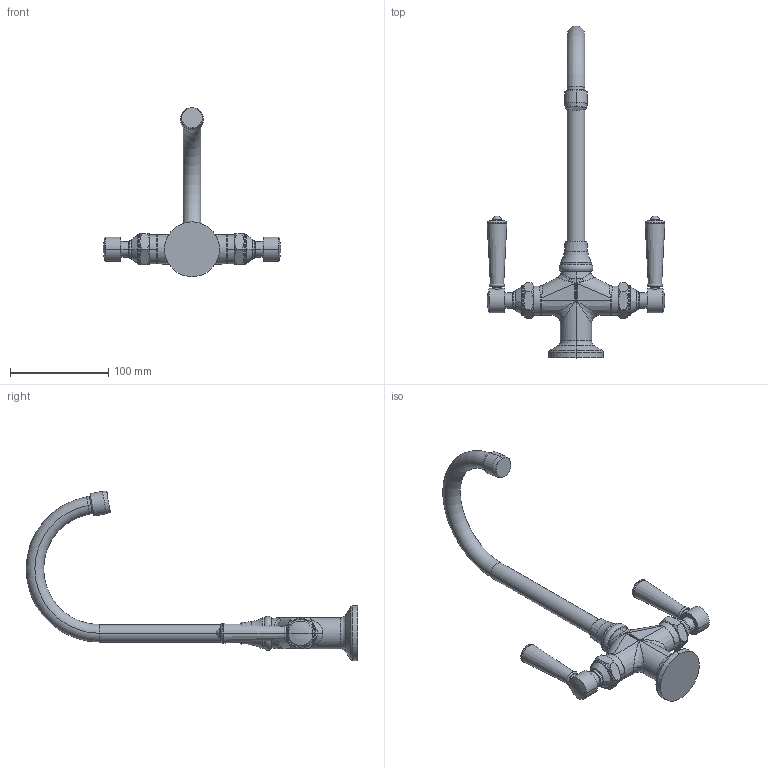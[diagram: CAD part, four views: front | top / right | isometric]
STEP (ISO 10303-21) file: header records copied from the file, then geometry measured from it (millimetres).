
FILE_DESCRIPTION((''),'2;1');
FILE_NAME('1208','2021-05-11T16:12:38',('rsmith'),(''),'CREO PARAMETRIC BY PTC INC, 2018400','CREO PARAMETRIC BY PTC INC, 2018400','');
FILE_SCHEMA(('AUTOMOTIVE_DESIGN { 1 0 10303 214 1 1 1 1 }'));
Length unit declared in the file: inch
Products named in the file (1): 1208
Bounding box: 181.05 x 338.07 x 172.61 mm (x, y, z)
Volume: 328542.6 mm3; surface area: 59196.2 mm2
Topology: 1 solids, 1 shells, 195 faces, 424 edges, 242 vertices
Faces by surface type: cylinder 44, bspline 44, torus 42, plane 33, cone 24, sphere 8
Entity records: 14619 total; most frequent: CARTESIAN_POINT 7381, DIRECTION 888, ORIENTED_EDGE 832, PRESENTATION_STYLE_ASSIGNMENT 612, STYLED_ITEM 417, CURVE_STYLE 416, EDGE_CURVE 416, AXIS2_PLACEMENT_3D 399
